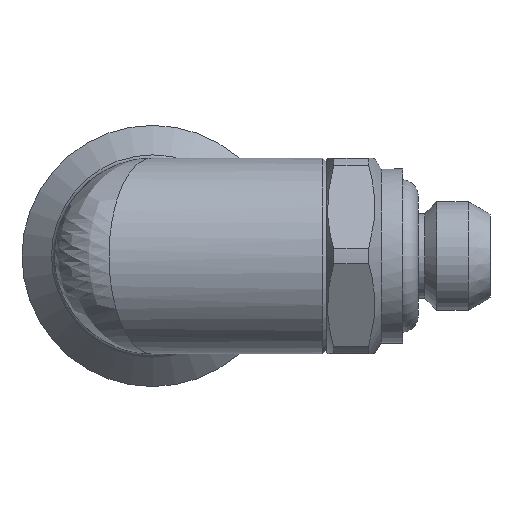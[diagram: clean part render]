
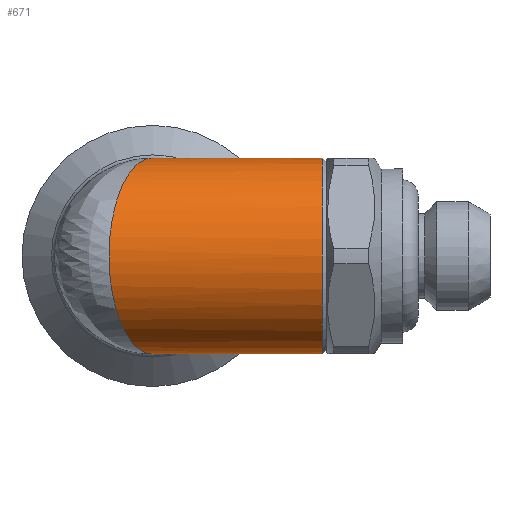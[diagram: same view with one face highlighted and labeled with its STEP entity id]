
A CAD part, left-side view. The second image highlights one B-rep face of the part: STEP entity #671.
In plain terms, the highlighted cylindrical face has radius 4.5 mm (diameter 9 mm), a full revolution.
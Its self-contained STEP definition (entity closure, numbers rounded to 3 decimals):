
#23=B_SPLINE_CURVE_WITH_KNOTS('',3,(#1246,#1247,#1248,#1249,#1250,#1251,
#1252,#1253,#1254,#1255,#1256,#1257,#1258,#1259,#1260,#1261,#1262,#1263,
#1264,#1265,#1266,#1267,#1268,#1269,#1270,#1271,#1272,#1273,#1274,#1275,
#1276),.UNSPECIFIED.,.F.,.F.,(4,1,1,1,1,1,1,1,1,1,1,1,1,1,1,1,1,1,1,1,1,
1,1,1,1,1,1,1,4),(0.,0.063,0.094,0.109,0.125,0.141,0.156,0.188,
0.219,0.25,0.281,0.313,0.375,0.5,0.625,0.688,0.719,0.75,0.781,
0.813,0.844,0.859,0.867,0.875,0.883,0.891,0.906,0.938,
1.),.UNSPECIFIED.);
#25=B_SPLINE_CURVE_WITH_KNOTS('',3,(#1404,#1405,#1406,#1407,#1408,#1409,
#1410,#1411,#1412,#1413,#1414,#1415,#1416,#1417,#1418,#1419,#1420,#1421,
#1422,#1423,#1424,#1425,#1426,#1427,#1428,#1429,#1430,#1431,#1432,#1433,
#1434,#1435,#1436,#1437,#1438,#1439,#1440,#1441,#1442,#1443,#1444,#1445,
#1446,#1447,#1448,#1449,#1450,#1451,#1452),.UNSPECIFIED.,.F.,.F.,(4,1,1,
1,1,1,1,1,1,1,1,1,1,1,1,1,1,1,1,1,1,1,1,1,1,1,1,1,1,1,1,1,1,1,1,1,1,1,1,
1,1,1,1,1,1,1,4),(0.,0.031,0.063,0.094,0.109,0.117,0.125,0.133,
0.141,0.156,0.188,0.219,0.234,0.25,0.266,0.281,0.313,0.344,
0.359,0.375,0.391,0.406,0.438,0.5,0.563,0.594,0.609,0.625,
0.641,0.656,0.688,0.719,0.734,0.75,0.766,0.781,0.813,0.844,
0.859,0.867,0.875,0.883,0.891,0.906,0.938,0.969,1.),
 .UNSPECIFIED.);
#110=CIRCLE('',#791,4.5);
#197=ORIENTED_EDGE('',*,*,#311,.T.);
#198=ORIENTED_EDGE('',*,*,#309,.T.);
#199=ORIENTED_EDGE('',*,*,#334,.T.);
#309=EDGE_CURVE('',#526,#525,#23,.T.);
#311=EDGE_CURVE('',#525,#526,#25,.T.);
#334=EDGE_CURVE('',#546,#546,#110,.T.);
#429=EDGE_LOOP('',(#197,#198));
#430=EDGE_LOOP('',(#199));
#471=CYLINDRICAL_SURFACE('',#790,4.5);
#525=VERTEX_POINT('',#1244);
#526=VERTEX_POINT('',#1245);
#546=VERTEX_POINT('',#1525);
#605=FACE_BOUND('',#429,.T.);
#606=FACE_BOUND('',#430,.T.);
#671=ADVANCED_FACE('',(#605,#606),#471,.T.);
#790=AXIS2_PLACEMENT_3D('',#1523,#977,#978);
#791=AXIS2_PLACEMENT_3D('',#1524,#979,#980);
#977=DIRECTION('',(0.,1.,0.));
#978=DIRECTION('',(0.,0.,-1.));
#979=DIRECTION('',(0.,1.,0.));
#980=DIRECTION('',(0.,0.,1.));
#1244=CARTESIAN_POINT('',(0.,0.,-4.5));
#1245=CARTESIAN_POINT('',(0.,0.,4.5));
#1246=CARTESIAN_POINT('',(0.,0.,4.5));
#1247=CARTESIAN_POINT('',(-0.382,0.17,4.5));
#1248=CARTESIAN_POINT('',(-0.881,0.39,4.427));
#1249=CARTESIAN_POINT('',(-1.309,0.581,4.309));
#1250=CARTESIAN_POINT('',(-1.529,0.68,4.233));
#1251=CARTESIAN_POINT('',(-1.631,0.725,4.196));
#1252=CARTESIAN_POINT('',(-1.884,0.837,4.09));
#1253=CARTESIAN_POINT('',(-2.15,0.955,3.957));
#1254=CARTESIAN_POINT('',(-2.474,1.099,3.768));
#1255=CARTESIAN_POINT('',(-2.82,1.253,3.513));
#1256=CARTESIAN_POINT('',(-3.094,1.375,3.277));
#1257=CARTESIAN_POINT('',(-3.448,1.532,2.906));
#1258=CARTESIAN_POINT('',(-3.82,1.696,2.412));
#1259=CARTESIAN_POINT('',(-4.337,1.924,1.45));
#1260=CARTESIAN_POINT('',(-4.608,2.051,0.));
#1261=CARTESIAN_POINT('',(-4.337,1.924,-1.449));
#1262=CARTESIAN_POINT('',(-3.821,1.696,-2.411));
#1263=CARTESIAN_POINT('',(-3.448,1.532,-2.906));
#1264=CARTESIAN_POINT('',(-3.094,1.375,-3.277));
#1265=CARTESIAN_POINT('',(-2.822,1.254,-3.512));
#1266=CARTESIAN_POINT('',(-2.473,1.099,-3.768));
#1267=CARTESIAN_POINT('',(-2.157,0.958,-3.955));
#1268=CARTESIAN_POINT('',(-1.91,0.848,-4.076));
#1269=CARTESIAN_POINT('',(-1.771,0.787,-4.137));
#1270=CARTESIAN_POINT('',(-1.642,0.73,-4.19));
#1271=CARTESIAN_POINT('',(-1.597,0.71,-4.207));
#1272=CARTESIAN_POINT('',(-1.499,0.666,-4.244));
#1273=CARTESIAN_POINT('',(-1.323,0.587,-4.304));
#1274=CARTESIAN_POINT('',(-0.889,0.393,-4.426));
#1275=CARTESIAN_POINT('',(-0.389,0.172,-4.5));
#1276=CARTESIAN_POINT('',(0.,0.,-4.5));
#1404=CARTESIAN_POINT('',(0.,0.,-4.5));
#1405=CARTESIAN_POINT('',(0.17,-0.188,-4.5));
#1406=CARTESIAN_POINT('',(0.487,-0.54,-4.481));
#1407=CARTESIAN_POINT('',(0.89,-0.987,-4.416));
#1408=CARTESIAN_POINT('',(1.169,-1.298,-4.347));
#1409=CARTESIAN_POINT('',(1.329,-1.476,-4.3));
#1410=CARTESIAN_POINT('',(1.419,-1.577,-4.27));
#1411=CARTESIAN_POINT('',(1.461,-1.623,-4.257));
#1412=CARTESIAN_POINT('',(1.582,-1.758,-4.213));
#1413=CARTESIAN_POINT('',(1.712,-1.902,-4.162));
#1414=CARTESIAN_POINT('',(1.945,-2.161,-4.062));
#1415=CARTESIAN_POINT('',(2.249,-2.498,-3.904));
#1416=CARTESIAN_POINT('',(2.52,-2.8,-3.732));
#1417=CARTESIAN_POINT('',(2.726,-3.029,-3.581));
#1418=CARTESIAN_POINT('',(2.85,-3.166,-3.485));
#1419=CARTESIAN_POINT('',(3.048,-3.387,-3.314));
#1420=CARTESIAN_POINT('',(3.269,-3.631,-3.099));
#1421=CARTESIAN_POINT('',(3.528,-3.919,-2.806));
#1422=CARTESIAN_POINT('',(3.744,-4.159,-2.505));
#1423=CARTESIAN_POINT('',(3.9,-4.333,-2.248));
#1424=CARTESIAN_POINT('',(3.995,-4.439,-2.076));
#1425=CARTESIAN_POINT('',(4.122,-4.58,-1.813));
#1426=CARTESIAN_POINT('',(4.254,-4.727,-1.484));
#1427=CARTESIAN_POINT('',(4.439,-4.932,-0.879));
#1428=CARTESIAN_POINT('',(4.54,-5.046,0.));
#1429=CARTESIAN_POINT('',(4.439,-4.932,0.878));
#1430=CARTESIAN_POINT('',(4.255,-4.727,1.483));
#1431=CARTESIAN_POINT('',(4.122,-4.58,1.812));
#1432=CARTESIAN_POINT('',(3.995,-4.439,2.076));
#1433=CARTESIAN_POINT('',(3.9,-4.333,2.247));
#1434=CARTESIAN_POINT('',(3.744,-4.16,2.504));
#1435=CARTESIAN_POINT('',(3.528,-3.919,2.806));
#1436=CARTESIAN_POINT('',(3.269,-3.632,3.099));
#1437=CARTESIAN_POINT('',(3.049,-3.387,3.313));
#1438=CARTESIAN_POINT('',(2.85,-3.166,3.485));
#1439=CARTESIAN_POINT('',(2.726,-3.029,3.581));
#1440=CARTESIAN_POINT('',(2.52,-2.799,3.732));
#1441=CARTESIAN_POINT('',(2.249,-2.498,3.904));
#1442=CARTESIAN_POINT('',(1.945,-2.161,4.062));
#1443=CARTESIAN_POINT('',(1.712,-1.902,4.163));
#1444=CARTESIAN_POINT('',(1.582,-1.758,4.213));
#1445=CARTESIAN_POINT('',(1.46,-1.622,4.257));
#1446=CARTESIAN_POINT('',(1.422,-1.58,4.27));
#1447=CARTESIAN_POINT('',(1.334,-1.482,4.298));
#1448=CARTESIAN_POINT('',(1.178,-1.308,4.345));
#1449=CARTESIAN_POINT('',(0.901,-0.999,4.414));
#1450=CARTESIAN_POINT('',(0.495,-0.548,4.48));
#1451=CARTESIAN_POINT('',(0.173,-0.192,4.5));
#1452=CARTESIAN_POINT('',(0.,0.,4.5));
#1523=CARTESIAN_POINT('',(0.,12.728,0.));
#1524=CARTESIAN_POINT('',(0.,-7.8,0.));
#1525=CARTESIAN_POINT('',(0.,-7.8,4.5));
